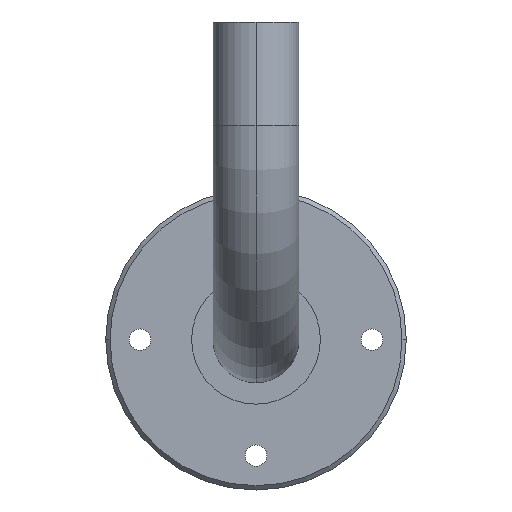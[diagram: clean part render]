
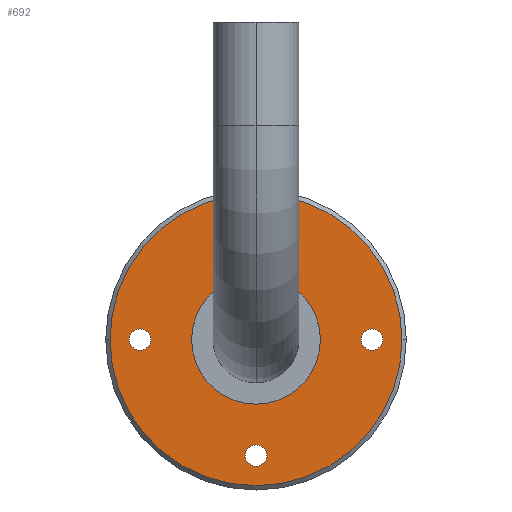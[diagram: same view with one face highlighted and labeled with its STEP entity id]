
A CAD part, front view. The second image highlights one B-rep face of the part: STEP entity #692.
In plain terms, the highlighted planar face has unit normal (0, -1, 0).
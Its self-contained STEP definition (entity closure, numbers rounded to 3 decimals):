
#332=CARTESIAN_POINT('',(15.0,-9.0,0.));
#333=VERTEX_POINT('',#332);
#349=CARTESIAN_POINT('',(-15.0,-9.0,0.));
#350=VERTEX_POINT('',#349);
#357=CARTESIAN_POINT('',(0.0,-9.0,0.));
#358=DIRECTION('',(0.0,1.0,0.0));
#359=DIRECTION('',(1.0,0.0,0.0));
#360=AXIS2_PLACEMENT_3D('',#357,#358,#359);
#361=CIRCLE('',#360,15.0);
#362=EDGE_CURVE('',#333,#350,#361,.T.);
#374=CARTESIAN_POINT('',(2.5,-9.0,27.));
#375=VERTEX_POINT('',#374);
#391=CARTESIAN_POINT('',(-2.5,-9.0,27.));
#392=VERTEX_POINT('',#391);
#399=CARTESIAN_POINT('',(0.,-9.0,27.));
#400=DIRECTION('',(0.0,1.0,0.0));
#401=DIRECTION('',(1.0,0.0,0.0));
#402=AXIS2_PLACEMENT_3D('',#399,#400,#401);
#403=CIRCLE('',#402,2.5);
#404=EDGE_CURVE('',#375,#392,#403,.T.);
#416=CARTESIAN_POINT('',(-27.,-9.0,2.5));
#417=VERTEX_POINT('',#416);
#433=CARTESIAN_POINT('',(-27.,-9.0,-2.5));
#434=VERTEX_POINT('',#433);
#441=CARTESIAN_POINT('',(-27.,-9.0,0.));
#442=DIRECTION('',(0.0,1.0,0.0));
#443=DIRECTION('',(0.0,0.0,1.0));
#444=AXIS2_PLACEMENT_3D('',#441,#442,#443);
#445=CIRCLE('',#444,2.5);
#446=EDGE_CURVE('',#417,#434,#445,.T.);
#458=CARTESIAN_POINT('',(-2.5,-9.0,-27.0));
#459=VERTEX_POINT('',#458);
#475=CARTESIAN_POINT('',(2.5,-9.0,-27.0));
#476=VERTEX_POINT('',#475);
#483=CARTESIAN_POINT('',(0.,-9.0,-27.0));
#484=DIRECTION('',(0.0,1.0,0.0));
#485=DIRECTION('',(-1.0,0.0,0.0));
#486=AXIS2_PLACEMENT_3D('',#483,#484,#485);
#487=CIRCLE('',#486,2.5);
#488=EDGE_CURVE('',#459,#476,#487,.T.);
#500=CARTESIAN_POINT('',(27.,-9.0,-2.5));
#501=VERTEX_POINT('',#500);
#517=CARTESIAN_POINT('',(27.,-9.0,2.5));
#518=VERTEX_POINT('',#517);
#525=CARTESIAN_POINT('',(27.,-9.0,0.));
#526=DIRECTION('',(0.0,1.0,0.0));
#527=DIRECTION('',(0.0,0.0,-1.0));
#528=AXIS2_PLACEMENT_3D('',#525,#526,#527);
#529=CIRCLE('',#528,2.5);
#530=EDGE_CURVE('',#501,#518,#529,.T.);
#582=CARTESIAN_POINT('',(-34.0,-9.0,0.));
#583=VERTEX_POINT('',#582);
#590=CARTESIAN_POINT('',(34.0,-9.0,0.));
#591=VERTEX_POINT('',#590);
#592=CARTESIAN_POINT('',(0.0,-9.0,0.));
#593=DIRECTION('',(0.0,1.0,0.0));
#594=DIRECTION('',(-1.0,0.0,0.0));
#595=AXIS2_PLACEMENT_3D('',#592,#593,#594);
#596=CIRCLE('',#595,34.0);
#597=EDGE_CURVE('',#583,#591,#596,.T.);
#623=CARTESIAN_POINT('',(0.0,-9.0,0.));
#624=DIRECTION('',(0.0,1.0,0.0));
#625=DIRECTION('',(-1.0,0.0,0.0));
#626=AXIS2_PLACEMENT_3D('',#623,#624,#625);
#627=CIRCLE('',#626,34.0);
#628=EDGE_CURVE('',#591,#583,#627,.T.);
#633=CARTESIAN_POINT('',(0.0,-9.0,0.));
#634=DIRECTION('',(0.0,-1.0,0.0));
#635=DIRECTION('',(1.0,0.0,0.0));
#636=AXIS2_PLACEMENT_3D('',#633,#634,#635);
#637=PLANE('',#636);
#638=ORIENTED_EDGE('',*,*,#628,.F.);
#639=ORIENTED_EDGE('',*,*,#597,.F.);
#640=EDGE_LOOP('',(#638,#639));
#641=FACE_OUTER_BOUND('',#640,.T.);
#642=ORIENTED_EDGE('',*,*,#362,.T.);
#643=CARTESIAN_POINT('',(0.0,-9.0,0.));
#644=DIRECTION('',(0.0,1.0,0.0));
#645=DIRECTION('',(1.0,0.0,0.0));
#646=AXIS2_PLACEMENT_3D('',#643,#644,#645);
#647=CIRCLE('',#646,15.0);
#648=EDGE_CURVE('',#350,#333,#647,.T.);
#649=ORIENTED_EDGE('',*,*,#648,.T.);
#650=EDGE_LOOP('',(#642,#649));
#651=FACE_BOUND('',#650,.T.);
#652=ORIENTED_EDGE('',*,*,#530,.T.);
#653=CARTESIAN_POINT('',(27.,-9.0,0.));
#654=DIRECTION('',(0.0,1.0,0.0));
#655=DIRECTION('',(0.0,0.0,-1.0));
#656=AXIS2_PLACEMENT_3D('',#653,#654,#655);
#657=CIRCLE('',#656,2.5);
#658=EDGE_CURVE('',#518,#501,#657,.T.);
#659=ORIENTED_EDGE('',*,*,#658,.T.);
#660=EDGE_LOOP('',(#652,#659));
#661=FACE_BOUND('',#660,.T.);
#662=ORIENTED_EDGE('',*,*,#488,.T.);
#663=CARTESIAN_POINT('',(0.,-9.0,-27.0));
#664=DIRECTION('',(0.0,1.0,0.0));
#665=DIRECTION('',(-1.0,0.0,0.0));
#666=AXIS2_PLACEMENT_3D('',#663,#664,#665);
#667=CIRCLE('',#666,2.5);
#668=EDGE_CURVE('',#476,#459,#667,.T.);
#669=ORIENTED_EDGE('',*,*,#668,.T.);
#670=EDGE_LOOP('',(#662,#669));
#671=FACE_BOUND('',#670,.T.);
#672=ORIENTED_EDGE('',*,*,#446,.T.);
#673=CARTESIAN_POINT('',(-27.,-9.0,0.));
#674=DIRECTION('',(0.0,1.0,0.0));
#675=DIRECTION('',(0.0,0.0,1.0));
#676=AXIS2_PLACEMENT_3D('',#673,#674,#675);
#677=CIRCLE('',#676,2.5);
#678=EDGE_CURVE('',#434,#417,#677,.T.);
#679=ORIENTED_EDGE('',*,*,#678,.T.);
#680=EDGE_LOOP('',(#672,#679));
#681=FACE_BOUND('',#680,.T.);
#682=ORIENTED_EDGE('',*,*,#404,.T.);
#683=CARTESIAN_POINT('',(0.,-9.0,27.));
#684=DIRECTION('',(0.0,1.0,0.0));
#685=DIRECTION('',(1.0,0.0,0.0));
#686=AXIS2_PLACEMENT_3D('',#683,#684,#685);
#687=CIRCLE('',#686,2.5);
#688=EDGE_CURVE('',#392,#375,#687,.T.);
#689=ORIENTED_EDGE('',*,*,#688,.T.);
#690=EDGE_LOOP('',(#682,#689));
#691=FACE_BOUND('',#690,.T.);
#692=ADVANCED_FACE('',(#641,#651,#661,#671,#681,#691),#637,.T.);
